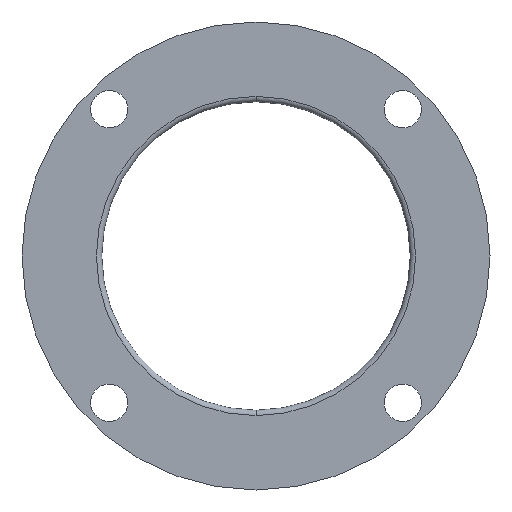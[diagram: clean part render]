
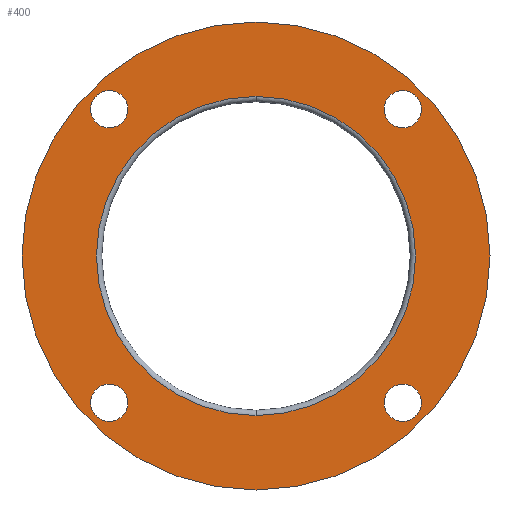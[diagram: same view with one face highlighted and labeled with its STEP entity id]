
A CAD part, front view. The second image highlights one B-rep face of the part: STEP entity #400.
In plain terms, the highlighted planar face has unit normal (0, -1, 0).
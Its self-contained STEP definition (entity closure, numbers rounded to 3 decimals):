
#9 = DIRECTION ( 'NONE',  ( 0., 1., 0. ) ) ;
#13 = DIRECTION ( 'NONE',  ( 0., 1., 0. ) ) ;
#16 = CIRCLE ( 'NONE', #605, 8.75 ) ;
#19 = ORIENTED_EDGE ( 'NONE', *, *, #352, .T. ) ;
#30 = CIRCLE ( 'NONE', #417, 8.75 ) ;
#31 = EDGE_LOOP ( 'NONE', ( #162, #190 ) ) ;
#33 = CIRCLE ( 'NONE', #100, 8.75 ) ;
#44 = EDGE_LOOP ( 'NONE', ( #85, #19 ) ) ;
#54 = DIRECTION ( 'NONE',  ( 0., 0., 1. ) ) ;
#67 = EDGE_LOOP ( 'NONE', ( #660, #146 ) ) ;
#79 = AXIS2_PLACEMENT_3D ( 'NONE', #340, #345, #453 ) ;
#80 = FACE_BOUND ( 'NONE', #680, .T. ) ;
#83 = CIRCLE ( 'NONE', #380, 8.75 ) ;
#85 = ORIENTED_EDGE ( 'NONE', *, *, #215, .T. ) ;
#89 = CARTESIAN_POINT ( 'NONE',  ( 0., -13.5, 0. ) ) ;
#91 = VERTEX_POINT ( 'NONE', #168 ) ;
#92 = CIRCLE ( 'NONE', #296, 75. ) ;
#95 = ORIENTED_EDGE ( 'NONE', *, *, #396, .T. ) ;
#100 = AXIS2_PLACEMENT_3D ( 'NONE', #361, #213, #717 ) ;
#110 = CARTESIAN_POINT ( 'NONE',  ( -69., -13.5, 60.25 ) ) ;
#114 = DIRECTION ( 'NONE',  ( 0., 0., 1. ) ) ;
#122 = DIRECTION ( 'NONE',  ( 0., 0., 1. ) ) ;
#129 = ORIENTED_EDGE ( 'NONE', *, *, #600, .T. ) ;
#138 = VERTEX_POINT ( 'NONE', #459 ) ;
#140 = AXIS2_PLACEMENT_3D ( 'NONE', #558, #9, #648 ) ;
#146 = ORIENTED_EDGE ( 'NONE', *, *, #535, .T. ) ;
#148 = FACE_BOUND ( 'NONE', #67, .T. ) ;
#151 = VERTEX_POINT ( 'NONE', #339 ) ;
#152 = VERTEX_POINT ( 'NONE', #430 ) ;
#156 = AXIS2_PLACEMENT_3D ( 'NONE', #347, #389, #401 ) ;
#162 = ORIENTED_EDGE ( 'NONE', *, *, #480, .F. ) ;
#163 = DIRECTION ( 'NONE',  ( 0., 1., 0. ) ) ;
#165 = CIRCLE ( 'NONE', #211, 110. ) ;
#168 = CARTESIAN_POINT ( 'NONE',  ( -69., -13.5, -77.75 ) ) ;
#177 = DIRECTION ( 'NONE',  ( 0., 0., 1. ) ) ;
#190 = ORIENTED_EDGE ( 'NONE', *, *, #502, .F. ) ;
#211 = AXIS2_PLACEMENT_3D ( 'NONE', #89, #451, #223 ) ;
#213 = DIRECTION ( 'NONE',  ( 0., 1., 0. ) ) ;
#214 = CARTESIAN_POINT ( 'NONE',  ( -69., -13.5, 69. ) ) ;
#215 = EDGE_CURVE ( 'NONE', #414, #504, #464, .T. ) ;
#223 = DIRECTION ( 'NONE',  ( 0., 0., 1. ) ) ;
#224 = CARTESIAN_POINT ( 'NONE',  ( 69., -13.5, -60.25 ) ) ;
#229 = EDGE_CURVE ( 'NONE', #291, #138, #83, .T. ) ;
#233 = DIRECTION ( 'NONE',  ( 0., 1., 0. ) ) ;
#234 = ORIENTED_EDGE ( 'NONE', *, *, #458, .T. ) ;
#237 = CARTESIAN_POINT ( 'NONE',  ( 69., -13.5, 77.75 ) ) ;
#241 = EDGE_CURVE ( 'NONE', #700, #91, #30, .T. ) ;
#245 = AXIS2_PLACEMENT_3D ( 'NONE', #500, #583, #642 ) ;
#258 = FACE_BOUND ( 'NONE', #545, .T. ) ;
#262 = AXIS2_PLACEMENT_3D ( 'NONE', #677, #370, #398 ) ;
#270 = ORIENTED_EDGE ( 'NONE', *, *, #408, .T. ) ;
#291 = VERTEX_POINT ( 'NONE', #110 ) ;
#296 = AXIS2_PLACEMENT_3D ( 'NONE', #505, #13, #570 ) ;
#299 = CIRCLE ( 'NONE', #156, 8.75 ) ;
#305 = CARTESIAN_POINT ( 'NONE',  ( -69., -13.5, -60.25 ) ) ;
#306 = AXIS2_PLACEMENT_3D ( 'NONE', #712, #388, #122 ) ;
#320 = VERTEX_POINT ( 'NONE', #237 ) ;
#325 = DIRECTION ( 'NONE',  ( 0., 1., 0. ) ) ;
#331 = ORIENTED_EDGE ( 'NONE', *, *, #241, .T. ) ;
#339 = CARTESIAN_POINT ( 'NONE',  ( 0., -13.5, 75. ) ) ;
#340 = CARTESIAN_POINT ( 'NONE',  ( 69., -13.5, -69. ) ) ;
#345 = DIRECTION ( 'NONE',  ( 0., 1., 0. ) ) ;
#347 = CARTESIAN_POINT ( 'NONE',  ( -69., -13.5, -69. ) ) ;
#351 = FACE_BOUND ( 'NONE', #716, .T. ) ;
#352 = EDGE_CURVE ( 'NONE', #504, #414, #391, .T. ) ;
#361 = CARTESIAN_POINT ( 'NONE',  ( 69., -13.5, 69. ) ) ;
#370 = DIRECTION ( 'NONE',  ( 0., 1., 0. ) ) ;
#380 = AXIS2_PLACEMENT_3D ( 'NONE', #455, #325, #114 ) ;
#388 = DIRECTION ( 'NONE',  ( 0., 1., 0. ) ) ;
#389 = DIRECTION ( 'NONE',  ( 0., 1., 0. ) ) ;
#391 = CIRCLE ( 'NONE', #79, 8.75 ) ;
#396 = EDGE_CURVE ( 'NONE', #91, #700, #299, .T. ) ;
#398 = DIRECTION ( 'NONE',  ( 0., 0., 1. ) ) ;
#400 = ADVANCED_FACE ( 'NONE', ( #645, #80, #258, #528, #351, #148 ), #508, .F. ) ;
#401 = DIRECTION ( 'NONE',  ( 0., 0., 1. ) ) ;
#408 = EDGE_CURVE ( 'NONE', #551, #151, #92, .T. ) ;
#414 = VERTEX_POINT ( 'NONE', #515 ) ;
#417 = AXIS2_PLACEMENT_3D ( 'NONE', #542, #233, #177 ) ;
#430 = CARTESIAN_POINT ( 'NONE',  ( 0., -13.5, -110. ) ) ;
#451 = DIRECTION ( 'NONE',  ( 0., 1., 0. ) ) ;
#453 = DIRECTION ( 'NONE',  ( 0., 0., 1. ) ) ;
#455 = CARTESIAN_POINT ( 'NONE',  ( -69., -13.5, 69. ) ) ;
#458 = EDGE_CURVE ( 'NONE', #596, #320, #598, .T. ) ;
#459 = CARTESIAN_POINT ( 'NONE',  ( -69., -13.5, 77.75 ) ) ;
#461 = CIRCLE ( 'NONE', #245, 110. ) ;
#462 = VERTEX_POINT ( 'NONE', #554 ) ;
#464 = CIRCLE ( 'NONE', #306, 8.75 ) ;
#474 = EDGE_CURVE ( 'NONE', #320, #596, #33, .T. ) ;
#480 = EDGE_CURVE ( 'NONE', #152, #462, #165, .T. ) ;
#481 = CARTESIAN_POINT ( 'NONE',  ( 0., -13.5, 0. ) ) ;
#490 = DIRECTION ( 'NONE',  ( 0., 0., 1. ) ) ;
#500 = CARTESIAN_POINT ( 'NONE',  ( 0., -13.5, 0. ) ) ;
#502 = EDGE_CURVE ( 'NONE', #462, #152, #461, .T. ) ;
#504 = VERTEX_POINT ( 'NONE', #224 ) ;
#505 = CARTESIAN_POINT ( 'NONE',  ( 0., -13.5, 0. ) ) ;
#508 = PLANE ( 'NONE',  #262 ) ;
#515 = CARTESIAN_POINT ( 'NONE',  ( 69., -13.5, -77.75 ) ) ;
#528 = FACE_BOUND ( 'NONE', #44, .T. ) ;
#534 = CARTESIAN_POINT ( 'NONE',  ( 69., -13.5, 60.25 ) ) ;
#535 = EDGE_CURVE ( 'NONE', #138, #291, #16, .T. ) ;
#542 = CARTESIAN_POINT ( 'NONE',  ( -69., -13.5, -69. ) ) ;
#545 = EDGE_LOOP ( 'NONE', ( #95, #331 ) ) ;
#551 = VERTEX_POINT ( 'NONE', #722 ) ;
#554 = CARTESIAN_POINT ( 'NONE',  ( 0., -13.5, 110. ) ) ;
#558 = CARTESIAN_POINT ( 'NONE',  ( 69., -13.5, 69. ) ) ;
#564 = CIRCLE ( 'NONE', #679, 75. ) ;
#570 = DIRECTION ( 'NONE',  ( 0., 0., 1. ) ) ;
#583 = DIRECTION ( 'NONE',  ( 0., 1., 0. ) ) ;
#596 = VERTEX_POINT ( 'NONE', #534 ) ;
#598 = CIRCLE ( 'NONE', #140, 8.75 ) ;
#600 = EDGE_CURVE ( 'NONE', #151, #551, #564, .T. ) ;
#605 = AXIS2_PLACEMENT_3D ( 'NONE', #214, #163, #54 ) ;
#642 = DIRECTION ( 'NONE',  ( 0., 0., 1. ) ) ;
#645 = FACE_OUTER_BOUND ( 'NONE', #31, .T. ) ;
#648 = DIRECTION ( 'NONE',  ( 0., 0., 1. ) ) ;
#658 = DIRECTION ( 'NONE',  ( 0., 1., 0. ) ) ;
#660 = ORIENTED_EDGE ( 'NONE', *, *, #229, .T. ) ;
#677 = CARTESIAN_POINT ( 'NONE',  ( 0., -13.5, 0. ) ) ;
#679 = AXIS2_PLACEMENT_3D ( 'NONE', #481, #658, #490 ) ;
#680 = EDGE_LOOP ( 'NONE', ( #270, #129 ) ) ;
#700 = VERTEX_POINT ( 'NONE', #305 ) ;
#712 = CARTESIAN_POINT ( 'NONE',  ( 69., -13.5, -69. ) ) ;
#716 = EDGE_LOOP ( 'NONE', ( #234, #724 ) ) ;
#717 = DIRECTION ( 'NONE',  ( 0., 0., 1. ) ) ;
#722 = CARTESIAN_POINT ( 'NONE',  ( 0., -13.5, -75. ) ) ;
#724 = ORIENTED_EDGE ( 'NONE', *, *, #474, .T. ) ;
